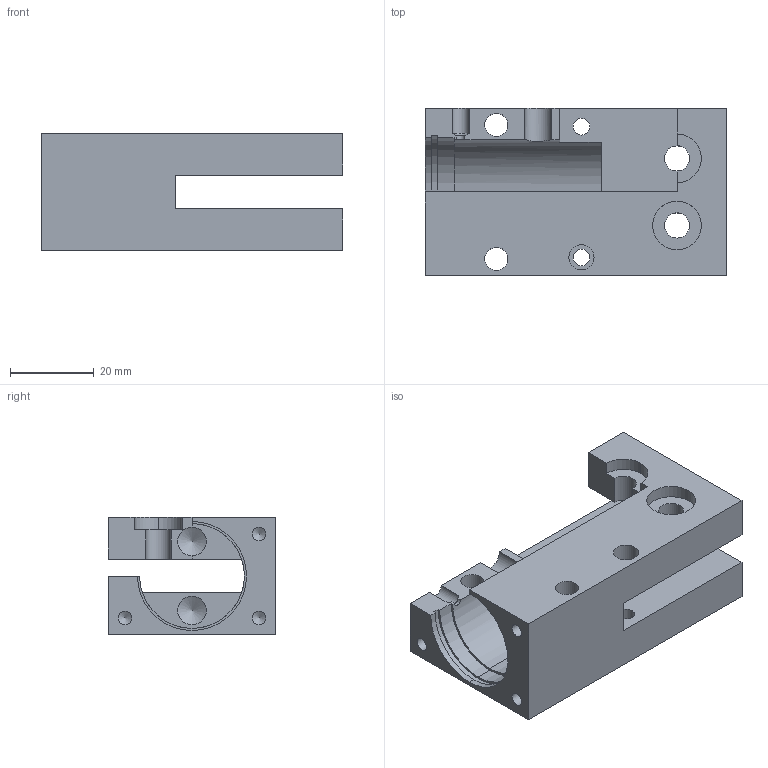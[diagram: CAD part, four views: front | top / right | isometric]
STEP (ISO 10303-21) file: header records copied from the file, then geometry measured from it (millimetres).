
FILE_DESCRIPTION(('HOOPS Exchange Step'),'2;1');
FILE_NAME('Corps.step','2018-12-28T16:48:47+00:00',('SYSTEM'),('Unknown organisation'),'HOOPS Exchange 10.0','HOOPS Exchange','Unknown authorisation');
FILE_SCHEMA( ('AUTOMOTIVE_DESIGN { 1 0 10303 214 1 1 1 1 }') );
Length unit declared in the file: millimetre
Products named in the file (2): Défaut; Corps
Assembly tree (1 placements, depth 2):
  Corps
    Défaut
Bounding box: 72 x 40 x 28 mm (x, y, z)
Volume: 33597 mm3; surface area: 16896.2 mm2
Topology: 1 solids, 1 shells, 63 faces, 183 edges, 124 vertices
Faces by surface type: cylinder 29, plane 28, cone 6
Full cylindrical faces by diameter (mm): 3.2 x3, 4 x2, 5.5 x2, 6 x4, 6.8 x2, 11.6 x3
Entity records: 2266 total; most frequent: CARTESIAN_POINT 467, DIRECTION 380, ORIENTED_EDGE 356, EDGE_CURVE 178, AXIS2_PLACEMENT_3D 138, VERTEX_POINT 124, VECTOR 104, LINE 104
